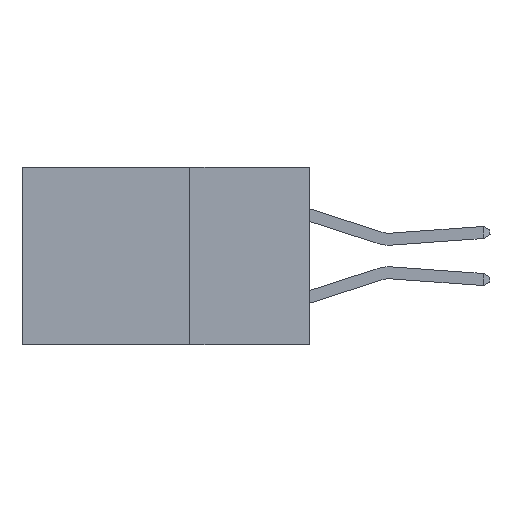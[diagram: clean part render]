
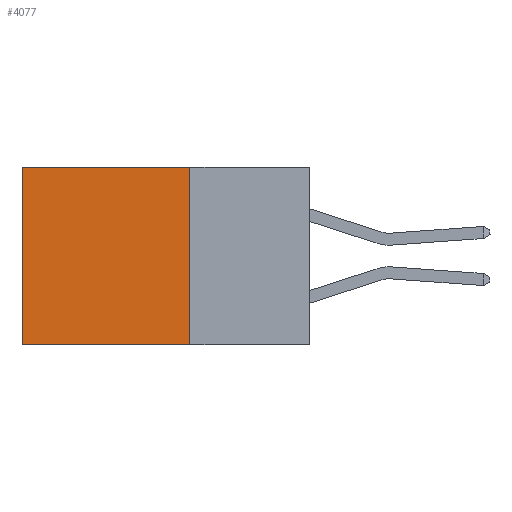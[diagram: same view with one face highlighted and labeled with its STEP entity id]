
A CAD part, left-side view. The second image highlights one B-rep face of the part: STEP entity #4077.
In plain terms, the highlighted planar face has unit normal (-1, 0, 0).
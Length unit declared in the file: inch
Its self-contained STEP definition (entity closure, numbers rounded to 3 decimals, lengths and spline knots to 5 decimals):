
#276 = CARTESIAN_POINT ( 'NONE',  ( 0.2615, 0.6, -0.37 ) ) ;
#742 = DIRECTION ( 'NONE',  ( 0., 0., -1. ) ) ;
#779 = CARTESIAN_POINT ( 'NONE',  ( 0.2615, 0.25, -0.37 ) ) ;
#853 = CARTESIAN_POINT ( 'NONE',  ( 0.2615, 0.25, -0.37 ) ) ;
#978 = VERTEX_POINT ( 'NONE', #12224 ) ;
#1045 = DIRECTION ( 'NONE',  ( 0., 0., -1. ) ) ;
#2209 = EDGE_CURVE ( 'NONE', #14075, #17207, #16291, .T. ) ;
#2410 = FACE_OUTER_BOUND ( 'NONE', #9234, .T. ) ;
#2842 = CARTESIAN_POINT ( 'NONE',  ( 0.2615, 0.25, 0. ) ) ;
#4077 = ADVANCED_FACE ( 'NONE', ( #2410 ), #7449, .F. ) ;
#4084 = CARTESIAN_POINT ( 'NONE',  ( 0.2615, 0.6, -0.37 ) ) ;
#4318 = EDGE_CURVE ( 'NONE', #7252, #14075, #7985, .T. ) ;
#7252 = VERTEX_POINT ( 'NONE', #12759 ) ;
#7449 = PLANE ( 'NONE',  #18403 ) ;
#7901 = ORIENTED_EDGE ( 'NONE', *, *, #2209, .T. ) ;
#7985 = LINE ( 'NONE', #2842, #19308 ) ;
#8458 = EDGE_CURVE ( 'NONE', #7252, #978, #21273, .T. ) ;
#9225 = CARTESIAN_POINT ( 'NONE',  ( 0.2615, 0.6, 0. ) ) ;
#9234 = EDGE_LOOP ( 'NONE', ( #7901, #12698, #21344, #13183 ) ) ;
#9482 = VECTOR ( 'NONE', #19492, 39.37008 ) ;
#11070 = EDGE_CURVE ( 'NONE', #978, #17207, #19392, .T. ) ;
#12224 = CARTESIAN_POINT ( 'NONE',  ( 0.2615, 0.25, -0.37 ) ) ;
#12599 = VECTOR ( 'NONE', #19703, 39.37008 ) ;
#12698 = ORIENTED_EDGE ( 'NONE', *, *, #11070, .F. ) ;
#12759 = CARTESIAN_POINT ( 'NONE',  ( 0.2615, 0.25, 0. ) ) ;
#13183 = ORIENTED_EDGE ( 'NONE', *, *, #4318, .T. ) ;
#14075 = VERTEX_POINT ( 'NONE', #9225 ) ;
#16291 = LINE ( 'NONE', #4084, #20633 ) ;
#17207 = VERTEX_POINT ( 'NONE', #276 ) ;
#18403 = AXIS2_PLACEMENT_3D ( 'NONE', #853, #19132, #742 ) ;
#19132 = DIRECTION ( 'NONE',  ( 1., 0., 0. ) ) ;
#19308 = VECTOR ( 'NONE', #20111, 39.37008 ) ;
#19392 = LINE ( 'NONE', #779, #9482 ) ;
#19492 = DIRECTION ( 'NONE',  ( 0., 1., 0. ) ) ;
#19703 = DIRECTION ( 'NONE',  ( 0., 0., -1. ) ) ;
#19808 = CARTESIAN_POINT ( 'NONE',  ( 0.2615, 0.25, -0.37 ) ) ;
#20111 = DIRECTION ( 'NONE',  ( 0., 1., 0. ) ) ;
#20633 = VECTOR ( 'NONE', #1045, 39.37008 ) ;
#21273 = LINE ( 'NONE', #19808, #12599 ) ;
#21344 = ORIENTED_EDGE ( 'NONE', *, *, #8458, .F. ) ;
